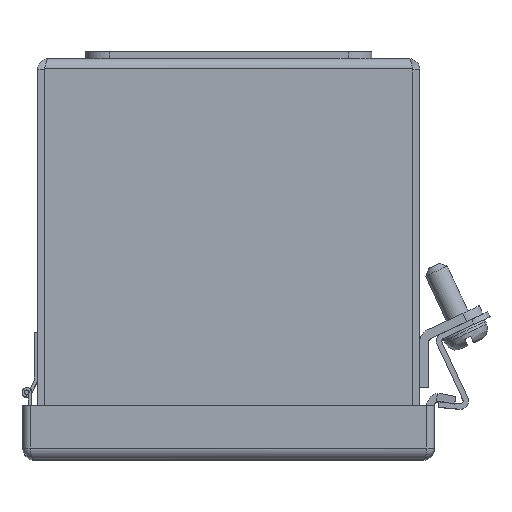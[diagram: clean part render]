
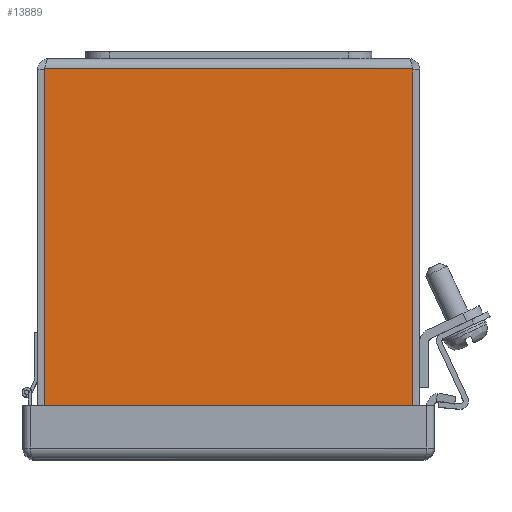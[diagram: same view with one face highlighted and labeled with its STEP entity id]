
A CAD part, top view. The second image highlights one B-rep face of the part: STEP entity #13889.
In plain terms, the highlighted planar face has unit normal (0, 0, 1).
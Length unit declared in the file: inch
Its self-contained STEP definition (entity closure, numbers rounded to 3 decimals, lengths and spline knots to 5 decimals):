
#124 = VECTOR ( 'NONE', #14990, 39.37008 ) ;
#580 = CARTESIAN_POINT ( 'NONE',  ( -1.67789, -3.81545, 3. ) ) ;
#735 = ORIENTED_EDGE ( 'NONE', *, *, #9728, .F. ) ;
#1494 = DIRECTION ( 'NONE',  ( 0., 1., 0. ) ) ;
#1549 = AXIS2_PLACEMENT_3D ( 'NONE', #580, #11502, #13124 ) ;
#2489 = FACE_OUTER_BOUND ( 'NONE', #13341, .T. ) ;
#2670 = AXIS2_PLACEMENT_3D ( 'NONE', #3289, #12278, #1494 ) ;
#2807 = ORIENTED_EDGE ( 'NONE', *, *, #17113, .F. ) ;
#3145 = CIRCLE ( 'NONE', #1549, 0.25 ) ;
#3289 = CARTESIAN_POINT ( 'NONE',  ( 1.67789, -3.81545, 3. ) ) ;
#3630 = VERTEX_POINT ( 'NONE', #14441 ) ;
#4260 = CARTESIAN_POINT ( 'NONE',  ( 1.92789, -3.81545, 3. ) ) ;
#4634 = CARTESIAN_POINT ( 'NONE',  ( -1.92789, 0., 3. ) ) ;
#4973 = EDGE_CURVE ( 'NONE', #13323, #10517, #12084, .T. ) ;
#5552 = CIRCLE ( 'NONE', #2670, 0.25 ) ;
#5691 = ORIENTED_EDGE ( 'NONE', *, *, #13139, .F. ) ;
#7075 = DIRECTION ( 'NONE',  ( 0., 1., 0. ) ) ;
#8335 = EDGE_CURVE ( 'NONE', #15381, #17057, #5552, .T. ) ;
#8486 = AXIS2_PLACEMENT_3D ( 'NONE', #14468, #18014, #7075 ) ;
#8532 = LINE ( 'NONE', #21860, #10217 ) ;
#9728 = EDGE_CURVE ( 'NONE', #10517, #22128, #8532, .T. ) ;
#9763 = LINE ( 'NONE', #18550, #124 ) ;
#9876 = LINE ( 'NONE', #15365, #14092 ) ;
#10217 = VECTOR ( 'NONE', #18399, 39.37008 ) ;
#10517 = VERTEX_POINT ( 'NONE', #18819 ) ;
#11502 = DIRECTION ( 'NONE',  ( 0., 0., -1. ) ) ;
#12084 = LINE ( 'NONE', #4634, #18811 ) ;
#12278 = DIRECTION ( 'NONE',  ( 0., 0., -1. ) ) ;
#12741 = CARTESIAN_POINT ( 'NONE',  ( -1.92789, -3.81545, 3. ) ) ;
#13124 = DIRECTION ( 'NONE',  ( 0., 1., 0. ) ) ;
#13139 = EDGE_CURVE ( 'NONE', #17057, #3630, #9876, .T. ) ;
#13323 = VERTEX_POINT ( 'NONE', #12741 ) ;
#13341 = EDGE_LOOP ( 'NONE', ( #17295, #2807, #735, #23004, #19055, #5691 ) ) ;
#13889 = ADVANCED_FACE ( 'NONE', ( #2489 ), #21482, .F. ) ;
#14092 = VECTOR ( 'NONE', #17184, 39.37008 ) ;
#14441 = CARTESIAN_POINT ( 'NONE',  ( -1.91588, -3.892, 3. ) ) ;
#14468 = CARTESIAN_POINT ( 'NONE',  ( 13.406, 0., 3. ) ) ;
#14990 = DIRECTION ( 'NONE',  ( 0., -1., 0. ) ) ;
#15365 = CARTESIAN_POINT ( 'NONE',  ( 13.406, -3.892, 3. ) ) ;
#15381 = VERTEX_POINT ( 'NONE', #4260 ) ;
#17057 = VERTEX_POINT ( 'NONE', #21861 ) ;
#17113 = EDGE_CURVE ( 'NONE', #22128, #15381, #9763, .T. ) ;
#17184 = DIRECTION ( 'NONE',  ( -1., 0., 0. ) ) ;
#17232 = DIRECTION ( 'NONE',  ( 0., 1., 0. ) ) ;
#17295 = ORIENTED_EDGE ( 'NONE', *, *, #8335, .F. ) ;
#18014 = DIRECTION ( 'NONE',  ( 0., 0., -1. ) ) ;
#18399 = DIRECTION ( 'NONE',  ( 1., 0., 0. ) ) ;
#18439 = EDGE_CURVE ( 'NONE', #3630, #13323, #3145, .T. ) ;
#18550 = CARTESIAN_POINT ( 'NONE',  ( 1.92789, -0.108, 3. ) ) ;
#18811 = VECTOR ( 'NONE', #17232, 39.37008 ) ;
#18819 = CARTESIAN_POINT ( 'NONE',  ( -1.92789, -0.108, 3. ) ) ;
#19055 = ORIENTED_EDGE ( 'NONE', *, *, #18439, .F. ) ;
#21482 = PLANE ( 'NONE',  #8486 ) ;
#21860 = CARTESIAN_POINT ( 'NONE',  ( -1.892, -0.108, 3. ) ) ;
#21861 = CARTESIAN_POINT ( 'NONE',  ( 1.91588, -3.892, 3. ) ) ;
#22128 = VERTEX_POINT ( 'NONE', #22254 ) ;
#22254 = CARTESIAN_POINT ( 'NONE',  ( 1.92789, -0.108, 3. ) ) ;
#23004 = ORIENTED_EDGE ( 'NONE', *, *, #4973, .F. ) ;
